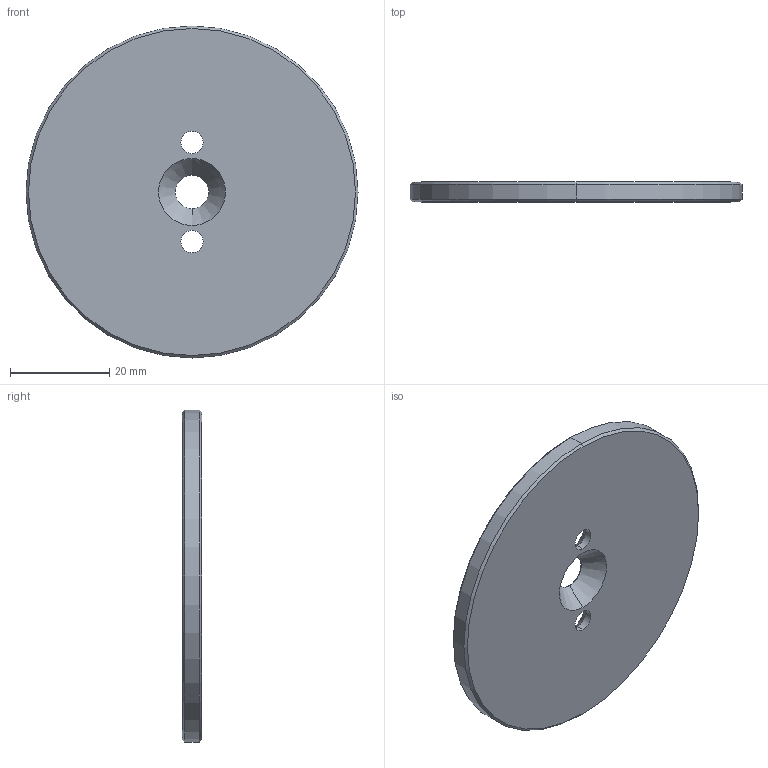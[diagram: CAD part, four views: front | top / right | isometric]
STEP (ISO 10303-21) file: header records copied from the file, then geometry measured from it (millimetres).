
FILE_DESCRIPTION (( 'STEP AP203' ), '1' );
FILE_NAME ('(sprt_cam)att_sid.STEP', '2017-08-16T09:36:01', ( '' ), ( '' ), 'SwSTEP 2.0', 'SolidWorks 2016', '' );
FILE_SCHEMA (( 'CONFIG_CONTROL_DESIGN' ));
Length unit declared in the file: millimetre
Products named in the file (1): (sprt_cam)att_sid
Bounding box: 67 x 4 x 67 mm (x, y, z)
Volume: 13479.7 mm3; surface area: 7781 mm2
Topology: 1 solids, 1 shells, 20 faces, 44 edges, 26 vertices
Faces by surface type: cone 10, cylinder 8, plane 2
Entity records: 643 total; most frequent: DIRECTION 112, CARTESIAN_POINT 91, ORIENTED_EDGE 88, AXIS2_PLACEMENT_3D 47, EDGE_CURVE 44, CIRCLE 26, VERTEX_POINT 26, EDGE_LOOP 26
